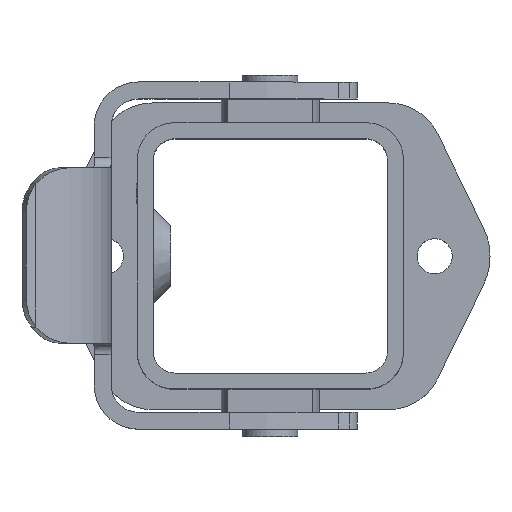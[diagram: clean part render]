
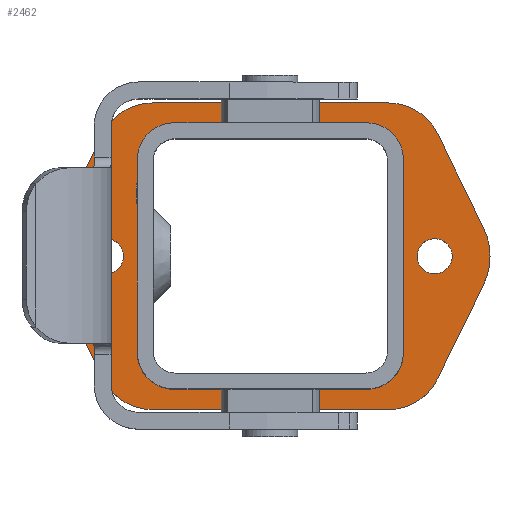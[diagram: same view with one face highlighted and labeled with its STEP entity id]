
A CAD part, top view. The second image highlights one B-rep face of the part: STEP entity #2462.
In plain terms, the highlighted planar face has unit normal (0, 0, 1).
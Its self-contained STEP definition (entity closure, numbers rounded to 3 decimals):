
#1037=LINE('',#10443,#1724);
#1077=LINE('',#10582,#1764);
#1086=LINE('',#10647,#1773);
#1087=LINE('',#10648,#1774);
#1088=LINE('',#10656,#1775);
#1089=LINE('',#10660,#1776);
#1090=LINE('',#10664,#1777);
#1091=LINE('',#10668,#1778);
#1092=LINE('',#10672,#1779);
#1093=LINE('',#10676,#1780);
#1724=VECTOR('',#8436,1.);
#1764=VECTOR('',#8492,1.);
#1773=VECTOR('',#8525,1.);
#1774=VECTOR('',#8526,1.);
#1775=VECTOR('',#8533,1.);
#1776=VECTOR('',#8536,1.);
#1777=VECTOR('',#8539,1.);
#1778=VECTOR('',#8542,1.);
#1779=VECTOR('',#8545,1.);
#1780=VECTOR('',#8548,1.);
#2462=ADVANCED_FACE('',(#3039,#3040,#3041,#3042),#2813,.F.);
#2813=PLANE('',#7717);
#3039=FACE_BOUND('',#3220,.T.);
#3040=FACE_BOUND('',#3221,.T.);
#3041=FACE_BOUND('',#3222,.T.);
#3042=FACE_BOUND('',#3223,.T.);
#3220=EDGE_LOOP('',(#4064,#4065,#4066,#4067,#4068,#4069,#4070,#4071));
#3221=EDGE_LOOP('',(#4072));
#3222=EDGE_LOOP('',(#4073));
#3223=EDGE_LOOP('',(#4074,#4075,#4076,#4077,#4078,#4079,#4080,#4081,#4082,
#4083,#4084,#4085));
#4064=ORIENTED_EDGE('',*,*,#6634,.T.);
#4065=ORIENTED_EDGE('',*,*,#6565,.T.);
#4066=ORIENTED_EDGE('',*,*,#6635,.T.);
#4067=ORIENTED_EDGE('',*,*,#6636,.F.);
#4068=ORIENTED_EDGE('',*,*,#6625,.T.);
#4069=ORIENTED_EDGE('',*,*,#6615,.F.);
#4070=ORIENTED_EDGE('',*,*,#6633,.T.);
#4071=ORIENTED_EDGE('',*,*,#6637,.T.);
#4072=ORIENTED_EDGE('',*,*,#6638,.T.);
#4073=ORIENTED_EDGE('',*,*,#6639,.T.);
#4074=ORIENTED_EDGE('',*,*,#6640,.F.);
#4075=ORIENTED_EDGE('',*,*,#6641,.F.);
#4076=ORIENTED_EDGE('',*,*,#6642,.F.);
#4077=ORIENTED_EDGE('',*,*,#6643,.F.);
#4078=ORIENTED_EDGE('',*,*,#6644,.T.);
#4079=ORIENTED_EDGE('',*,*,#6645,.T.);
#4080=ORIENTED_EDGE('',*,*,#6646,.T.);
#4081=ORIENTED_EDGE('',*,*,#6647,.F.);
#4082=ORIENTED_EDGE('',*,*,#6648,.F.);
#4083=ORIENTED_EDGE('',*,*,#6649,.T.);
#4084=ORIENTED_EDGE('',*,*,#6650,.T.);
#4085=ORIENTED_EDGE('',*,*,#6651,.T.);
#5803=VERTEX_POINT('',#10444);
#5804=VERTEX_POINT('',#10445);
#5848=VERTEX_POINT('',#10572);
#5853=VERTEX_POINT('',#10581);
#5862=VERTEX_POINT('',#10615);
#5867=VERTEX_POINT('',#10640);
#5868=VERTEX_POINT('',#10644);
#5869=VERTEX_POINT('',#10646);
#5870=VERTEX_POINT('',#10650);
#5871=VERTEX_POINT('',#10652);
#5872=VERTEX_POINT('',#10654);
#5873=VERTEX_POINT('',#10655);
#5874=VERTEX_POINT('',#10657);
#5875=VERTEX_POINT('',#10659);
#5876=VERTEX_POINT('',#10661);
#5877=VERTEX_POINT('',#10663);
#5878=VERTEX_POINT('',#10665);
#5879=VERTEX_POINT('',#10667);
#5880=VERTEX_POINT('',#10669);
#5881=VERTEX_POINT('',#10671);
#5882=VERTEX_POINT('',#10673);
#5883=VERTEX_POINT('',#10675);
#6565=EDGE_CURVE('',#5803,#5804,#1037,.T.);
#6615=EDGE_CURVE('',#5853,#5848,#1077,.T.);
#6625=EDGE_CURVE('',#5862,#5848,#7472,.T.);
#6633=EDGE_CURVE('',#5853,#5867,#7475,.T.);
#6634=EDGE_CURVE('',#5868,#5803,#7476,.T.);
#6635=EDGE_CURVE('',#5804,#5869,#7477,.T.);
#6636=EDGE_CURVE('',#5862,#5869,#1086,.T.);
#6637=EDGE_CURVE('',#5867,#5868,#1087,.T.);
#6638=EDGE_CURVE('',#5870,#5870,#7478,.T.);
#6639=EDGE_CURVE('',#5871,#5871,#7479,.T.);
#6640=EDGE_CURVE('',#5872,#5873,#7480,.T.);
#6641=EDGE_CURVE('',#5874,#5872,#1088,.T.);
#6642=EDGE_CURVE('',#5875,#5874,#7481,.T.);
#6643=EDGE_CURVE('',#5876,#5875,#1089,.T.);
#6644=EDGE_CURVE('',#5876,#5877,#7482,.T.);
#6645=EDGE_CURVE('',#5877,#5878,#1090,.T.);
#6646=EDGE_CURVE('',#5878,#5879,#7483,.T.);
#6647=EDGE_CURVE('',#5880,#5879,#1091,.T.);
#6648=EDGE_CURVE('',#5881,#5880,#7484,.T.);
#6649=EDGE_CURVE('',#5881,#5882,#1092,.T.);
#6650=EDGE_CURVE('',#5882,#5883,#7485,.T.);
#6651=EDGE_CURVE('',#5883,#5873,#1093,.T.);
#7472=CIRCLE('',#7701,3.35);
#7475=CIRCLE('',#7705,3.35);
#7476=CIRCLE('',#7707,3.35);
#7477=CIRCLE('',#7708,3.35);
#7478=CIRCLE('',#7709,1.6);
#7479=CIRCLE('',#7710,1.6);
#7480=CIRCLE('',#7711,6.);
#7481=CIRCLE('',#7712,5.);
#7482=CIRCLE('',#7713,5.);
#7483=CIRCLE('',#7714,6.);
#7484=CIRCLE('',#7715,5.);
#7485=CIRCLE('',#7716,5.);
#7701=AXIS2_PLACEMENT_3D('',#10614,#8506,#8507);
#7705=AXIS2_PLACEMENT_3D('',#10641,#8517,#8518);
#7707=AXIS2_PLACEMENT_3D('',#10643,#8521,#8522);
#7708=AXIS2_PLACEMENT_3D('',#10645,#8523,#8524);
#7709=AXIS2_PLACEMENT_3D('',#10649,#8527,#8528);
#7710=AXIS2_PLACEMENT_3D('',#10651,#8529,#8530);
#7711=AXIS2_PLACEMENT_3D('',#10653,#8531,#8532);
#7712=AXIS2_PLACEMENT_3D('',#10658,#8534,#8535);
#7713=AXIS2_PLACEMENT_3D('',#10662,#8537,#8538);
#7714=AXIS2_PLACEMENT_3D('',#10666,#8540,#8541);
#7715=AXIS2_PLACEMENT_3D('',#10670,#8543,#8544);
#7716=AXIS2_PLACEMENT_3D('',#10674,#8546,#8547);
#7717=AXIS2_PLACEMENT_3D('',#10677,#8549,#8550);
#8436=DIRECTION('',(0.,1.,0.));
#8492=DIRECTION('',(0.,1.,0.));
#8506=DIRECTION('',(0.,0.,-1.));
#8507=DIRECTION('',(-1.,0.,0.));
#8517=DIRECTION('',(0.,0.,-1.));
#8518=DIRECTION('',(-1.,0.,0.));
#8521=DIRECTION('',(0.,0.,-1.));
#8522=DIRECTION('',(-1.,0.,0.));
#8523=DIRECTION('',(0.,0.,-1.));
#8524=DIRECTION('',(-1.,0.,0.));
#8525=DIRECTION('',(-1.,0.,0.));
#8526=DIRECTION('',(-1.,0.,0.));
#8527=DIRECTION('',(0.,0.,-1.));
#8528=DIRECTION('',(-1.,0.,0.));
#8529=DIRECTION('',(0.,0.,-1.));
#8530=DIRECTION('',(-1.,0.,0.));
#8531=DIRECTION('',(0.,0.,-1.));
#8532=DIRECTION('',(-1.,0.,0.));
#8533=DIRECTION('',(-0.438,0.899,0.));
#8534=DIRECTION('',(0.,0.,-1.));
#8535=DIRECTION('',(-1.,0.,0.));
#8536=DIRECTION('',(-1.,0.,0.));
#8537=DIRECTION('',(0.,0.,1.));
#8538=DIRECTION('',(-1.,0.,0.));
#8539=DIRECTION('',(0.438,0.899,0.));
#8540=DIRECTION('',(0.,0.,1.));
#8541=DIRECTION('',(-1.,0.,0.));
#8542=DIRECTION('',(0.438,-0.899,0.));
#8543=DIRECTION('',(0.,0.,-1.));
#8544=DIRECTION('',(-1.,0.,0.));
#8545=DIRECTION('',(-1.,0.,0.));
#8546=DIRECTION('',(0.,0.,1.));
#8547=DIRECTION('',(-1.,0.,0.));
#8548=DIRECTION('',(-0.438,-0.899,0.));
#8549=DIRECTION('',(0.,0.,-1.));
#8550=DIRECTION('',(1.,0.,0.));
#10443=CARTESIAN_POINT('',(-12.15,0.,2.));
#10444=CARTESIAN_POINT('',(-12.15,-8.8,2.));
#10445=CARTESIAN_POINT('',(-12.15,8.8,2.));
#10572=CARTESIAN_POINT('',(12.15,8.8,2.));
#10581=CARTESIAN_POINT('',(12.15,-8.8,2.));
#10582=CARTESIAN_POINT('',(12.15,0.,2.));
#10614=CARTESIAN_POINT('',(8.8,8.8,2.));
#10615=CARTESIAN_POINT('',(8.8,12.15,2.));
#10640=CARTESIAN_POINT('',(8.8,-12.15,2.));
#10641=CARTESIAN_POINT('',(8.8,-8.8,2.));
#10643=CARTESIAN_POINT('',(-8.8,-8.8,2.));
#10644=CARTESIAN_POINT('',(-8.8,-12.15,2.));
#10645=CARTESIAN_POINT('',(-8.8,8.8,2.));
#10646=CARTESIAN_POINT('',(-8.8,12.15,2.));
#10647=CARTESIAN_POINT('',(12.15,12.15,2.));
#10648=CARTESIAN_POINT('',(12.15,-12.15,2.));
#10649=CARTESIAN_POINT('',(15.,0.,2.));
#10650=CARTESIAN_POINT('',(13.4,0.,2.));
#10651=CARTESIAN_POINT('',(-15.,0.,2.));
#10652=CARTESIAN_POINT('',(-16.6,0.,2.));
#10653=CARTESIAN_POINT('',(-14.053,0.,2.));
#10654=CARTESIAN_POINT('',(-19.445,-2.63,2.));
#10655=CARTESIAN_POINT('',(-19.445,2.63,2.));
#10656=CARTESIAN_POINT('',(-14.41,-12.954,2.));
#10657=CARTESIAN_POINT('',(-15.27,-11.192,2.));
#10658=CARTESIAN_POINT('',(-10.776,-9.,2.));
#10659=CARTESIAN_POINT('',(-10.776,-14.,2.));
#10660=CARTESIAN_POINT('',(12.15,-14.,2.));
#10661=CARTESIAN_POINT('',(10.776,-14.,2.));
#10662=CARTESIAN_POINT('',(10.776,-9.,2.));
#10663=CARTESIAN_POINT('',(15.27,-11.192,2.));
#10664=CARTESIAN_POINT('',(13.9,-14.,2.));
#10665=CARTESIAN_POINT('',(19.445,-2.63,2.));
#10666=CARTESIAN_POINT('',(14.053,0.,2.));
#10667=CARTESIAN_POINT('',(19.445,2.63,2.));
#10668=CARTESIAN_POINT('',(19.08,3.38,2.));
#10669=CARTESIAN_POINT('',(15.27,11.192,2.));
#10670=CARTESIAN_POINT('',(10.776,9.,2.));
#10671=CARTESIAN_POINT('',(10.776,14.,2.));
#10672=CARTESIAN_POINT('',(0.,14.,2.));
#10673=CARTESIAN_POINT('',(-10.776,14.,2.));
#10674=CARTESIAN_POINT('',(-10.776,9.,2.));
#10675=CARTESIAN_POINT('',(-15.27,11.192,2.));
#10676=CARTESIAN_POINT('',(-13.9,14.,2.));
#10677=CARTESIAN_POINT('',(12.15,0.,2.));
